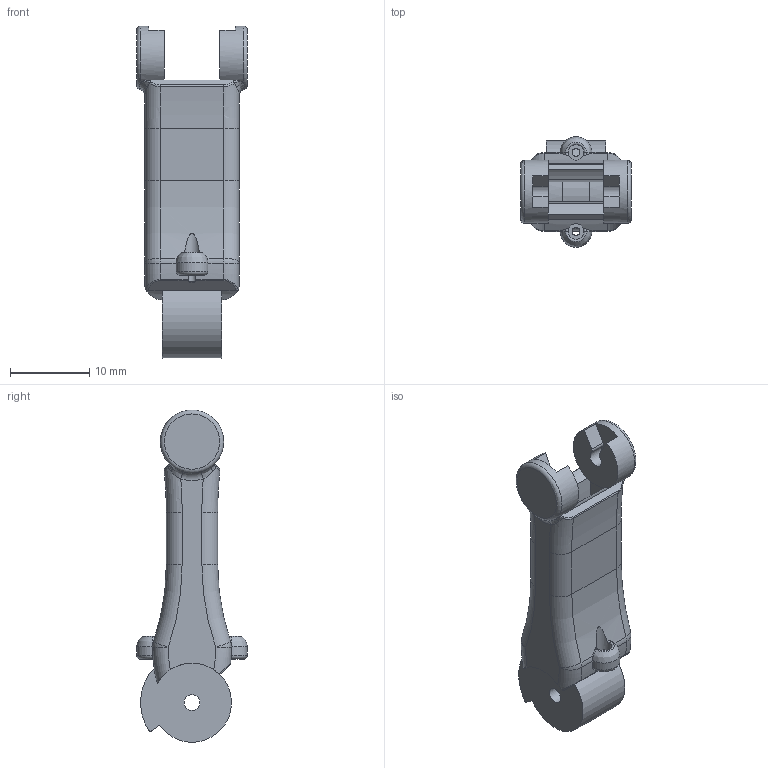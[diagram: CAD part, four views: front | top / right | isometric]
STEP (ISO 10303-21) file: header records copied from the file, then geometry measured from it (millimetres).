
FILE_DESCRIPTION(/* description */ (''),/* implementation_level */ '2;1');
FILE_NAME(/* name */ 'Middle Phalanx IV.step',/* time_stamp */ '2022-08-07T18:16:25+01:00',/* author */ (''),/* organization */ (''),/* preprocessor_version */ 'ST-DEVELOPER v18.1',/* originating_system */ 'Autodesk Translation Framework v10.10.0.1391',/* authorisation */ '');
FILE_SCHEMA (('AUTOMOTIVE_DESIGN { 1 0 10303 214 3 1 1 }'));
Length unit declared in the file: millimetre
Products named in the file (1): Middle Phalanx IV
Bounding box: 14 x 14 x 41.98 mm (x, y, z)
Volume: 2530 mm3; surface area: 2473 mm2
Topology: 1 solids, 2 shells, 160 faces, 420 edges, 262 vertices
Faces by surface type: cylinder 68, plane 40, bspline 28, torus 20, sphere 4
Full cylindrical faces by diameter (mm): 1 x2, 2 x3
Entity records: 6058 total; most frequent: CARTESIAN_POINT 2223, ORIENTED_EDGE 840, DIRECTION 750, EDGE_CURVE 420, AXIS2_PLACEMENT_3D 313, VERTEX_POINT 262, CIRCLE 178, EDGE_LOOP 164
